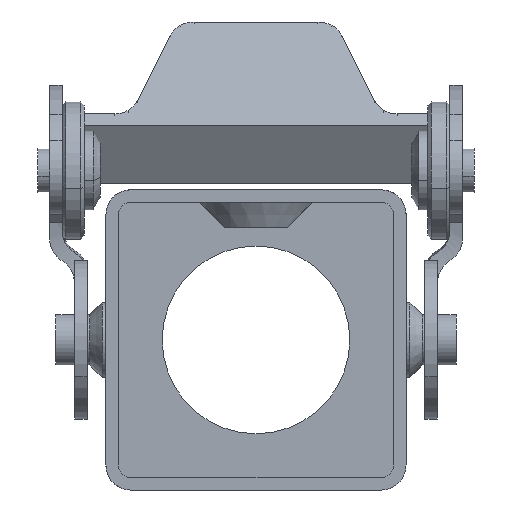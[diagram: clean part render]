
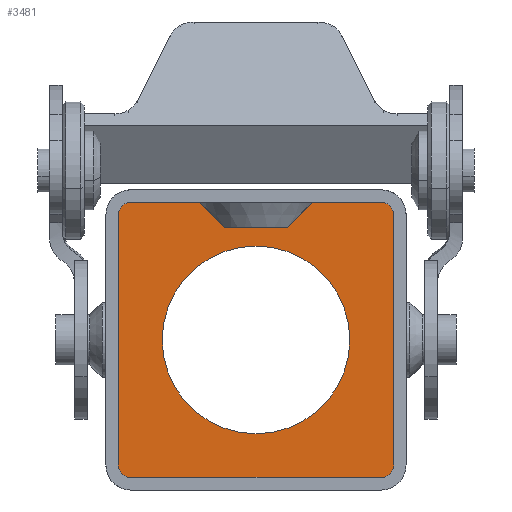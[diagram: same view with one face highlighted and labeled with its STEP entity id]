
A CAD part, left-side view. The second image highlights one B-rep face of the part: STEP entity #3481.
In plain terms, the highlighted planar face has unit normal (-1, 0, 0).
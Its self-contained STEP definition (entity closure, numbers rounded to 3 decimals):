
#409=CARTESIAN_POINT('',(39.5,7.5,0.));
#410=VERTEX_POINT('',#409);
#419=CARTESIAN_POINT('',(39.5,-7.5,0.));
#420=VERTEX_POINT('',#419);
#421=CARTESIAN_POINT('',(39.5,0.0,0.0));
#422=DIRECTION('',(1.0,0.0,0.0));
#423=DIRECTION('',(0.0,1.0,0.0));
#424=AXIS2_PLACEMENT_3D('',#421,#422,#423);
#425=CIRCLE('',#424,7.5);
#426=EDGE_CURVE('',#420,#410,#425,.T.);
#2753=CARTESIAN_POINT('',(39.5,0.0,0.0));
#2754=DIRECTION('',(1.0,0.0,0.0));
#2755=DIRECTION('',(0.0,1.0,0.0));
#2756=AXIS2_PLACEMENT_3D('',#2753,#2754,#2755);
#2757=CIRCLE('',#2756,7.5);
#2758=EDGE_CURVE('',#410,#420,#2757,.T.);
#3062=CARTESIAN_POINT('',(39.5,-2.5,9.));
#3063=VERTEX_POINT('',#3062);
#3070=CARTESIAN_POINT('',(39.5,-4.5,11.));
#3071=VERTEX_POINT('',#3070);
#3072=CARTESIAN_POINT('',(39.5,-4.5,11.));
#3073=DIRECTION('',(0.0,0.707,-0.707));
#3074=VECTOR('',#3073,2.828);
#3075=LINE('',#3072,#3074);
#3076=EDGE_CURVE('',#3071,#3063,#3075,.T.);
#3093=CARTESIAN_POINT('',(39.5,2.5,9.));
#3094=VERTEX_POINT('',#3093);
#3101=CARTESIAN_POINT('',(39.5,-2.5,9.));
#3102=DIRECTION('',(0.0,1.0,0.0));
#3103=VECTOR('',#3102,5.0);
#3104=LINE('',#3101,#3103);
#3105=EDGE_CURVE('',#3063,#3094,#3104,.T.);
#3121=CARTESIAN_POINT('',(39.5,4.5,11.));
#3122=VERTEX_POINT('',#3121);
#3129=CARTESIAN_POINT('',(39.5,2.5,9.));
#3130=DIRECTION('',(0.0,0.707,0.707));
#3131=VECTOR('',#3130,2.828);
#3132=LINE('',#3129,#3131);
#3133=EDGE_CURVE('',#3094,#3122,#3132,.T.);
#3145=CARTESIAN_POINT('',(39.5,-10.,11.));
#3146=VERTEX_POINT('',#3145);
#3147=CARTESIAN_POINT('',(39.5,-10.,11.));
#3148=DIRECTION('',(0.0,1.0,0.0));
#3149=VECTOR('',#3148,5.5);
#3150=LINE('',#3147,#3149);
#3151=EDGE_CURVE('',#3146,#3071,#3150,.T.);
#3169=CARTESIAN_POINT('',(39.5,10.,11.));
#3170=VERTEX_POINT('',#3169);
#3177=CARTESIAN_POINT('',(39.5,4.5,11.));
#3178=DIRECTION('',(0.0,1.0,0.0));
#3179=VECTOR('',#3178,5.5);
#3180=LINE('',#3177,#3179);
#3181=EDGE_CURVE('',#3122,#3170,#3180,.T.);
#3300=CARTESIAN_POINT('',(39.5,-11.,10.));
#3301=VERTEX_POINT('',#3300);
#3302=CARTESIAN_POINT('',(39.5,-10.,10.));
#3303=DIRECTION('',(-1.0,0.0,0.0));
#3304=DIRECTION('',(0.0,-1.0,0.0));
#3305=AXIS2_PLACEMENT_3D('',#3302,#3303,#3304);
#3306=CIRCLE('',#3305,1.0);
#3307=EDGE_CURVE('',#3301,#3146,#3306,.T.);
#3325=CARTESIAN_POINT('',(39.5,-11.,-10.));
#3326=VERTEX_POINT('',#3325);
#3327=CARTESIAN_POINT('',(39.5,-11.,-10.));
#3328=DIRECTION('',(0.0,0.0,1.0));
#3329=VECTOR('',#3328,20.);
#3330=LINE('',#3327,#3329);
#3331=EDGE_CURVE('',#3326,#3301,#3330,.T.);
#3349=CARTESIAN_POINT('',(39.5,-10.,-11.));
#3350=VERTEX_POINT('',#3349);
#3351=CARTESIAN_POINT('',(39.5,-10.,-10.));
#3352=DIRECTION('',(-1.0,0.0,0.0));
#3353=DIRECTION('',(0.0,0.0,-1.0));
#3354=AXIS2_PLACEMENT_3D('',#3351,#3352,#3353);
#3355=CIRCLE('',#3354,1.0);
#3356=EDGE_CURVE('',#3350,#3326,#3355,.T.);
#3374=CARTESIAN_POINT('',(39.5,10.,-11.));
#3375=VERTEX_POINT('',#3374);
#3376=CARTESIAN_POINT('',(39.5,10.,-11.));
#3377=DIRECTION('',(0.0,-1.0,0.0));
#3378=VECTOR('',#3377,20.);
#3379=LINE('',#3376,#3378);
#3380=EDGE_CURVE('',#3375,#3350,#3379,.T.);
#3398=CARTESIAN_POINT('',(39.5,11.,-10.));
#3399=VERTEX_POINT('',#3398);
#3400=CARTESIAN_POINT('',(39.5,10.,-10.));
#3401=DIRECTION('',(-1.0,0.0,0.0));
#3402=DIRECTION('',(0.0,1.0,0.0));
#3403=AXIS2_PLACEMENT_3D('',#3400,#3401,#3402);
#3404=CIRCLE('',#3403,1.0);
#3405=EDGE_CURVE('',#3399,#3375,#3404,.T.);
#3423=CARTESIAN_POINT('',(39.5,11.,10.));
#3424=VERTEX_POINT('',#3423);
#3425=CARTESIAN_POINT('',(39.5,11.,10.));
#3426=DIRECTION('',(0.0,0.0,-1.0));
#3427=VECTOR('',#3426,20.);
#3428=LINE('',#3425,#3427);
#3429=EDGE_CURVE('',#3424,#3399,#3428,.T.);
#3447=CARTESIAN_POINT('',(39.5,10.,10.));
#3448=DIRECTION('',(-1.0,0.0,0.0));
#3449=DIRECTION('',(0.0,0.0,1.0));
#3450=AXIS2_PLACEMENT_3D('',#3447,#3448,#3449);
#3451=CIRCLE('',#3450,1.0);
#3452=EDGE_CURVE('',#3170,#3424,#3451,.T.);
#3458=CARTESIAN_POINT('',(39.5,0.,0.332));
#3459=DIRECTION('',(1.0,0.0,0.0));
#3460=DIRECTION('',(0.0,0.0,-1.0));
#3461=AXIS2_PLACEMENT_3D('',#3458,#3459,#3460);
#3462=PLANE('',#3461);
#3463=ORIENTED_EDGE('',*,*,#3076,.T.);
#3464=ORIENTED_EDGE('',*,*,#3105,.T.);
#3465=ORIENTED_EDGE('',*,*,#3133,.T.);
#3466=ORIENTED_EDGE('',*,*,#3181,.T.);
#3467=ORIENTED_EDGE('',*,*,#3452,.T.);
#3468=ORIENTED_EDGE('',*,*,#3429,.T.);
#3469=ORIENTED_EDGE('',*,*,#3405,.T.);
#3470=ORIENTED_EDGE('',*,*,#3380,.T.);
#3471=ORIENTED_EDGE('',*,*,#3356,.T.);
#3472=ORIENTED_EDGE('',*,*,#3331,.T.);
#3473=ORIENTED_EDGE('',*,*,#3307,.T.);
#3474=ORIENTED_EDGE('',*,*,#3151,.T.);
#3475=EDGE_LOOP('',(#3463,#3464,#3465,#3466,#3467,#3468,#3469,#3470,#3471,#3472,#3473,#3474));
#3476=FACE_OUTER_BOUND('',#3475,.T.);
#3477=ORIENTED_EDGE('',*,*,#426,.T.);
#3478=ORIENTED_EDGE('',*,*,#2758,.T.);
#3479=EDGE_LOOP('',(#3477,#3478));
#3480=FACE_BOUND('',#3479,.T.);
#3481=ADVANCED_FACE('',(#3476,#3480),#3462,.F.);
